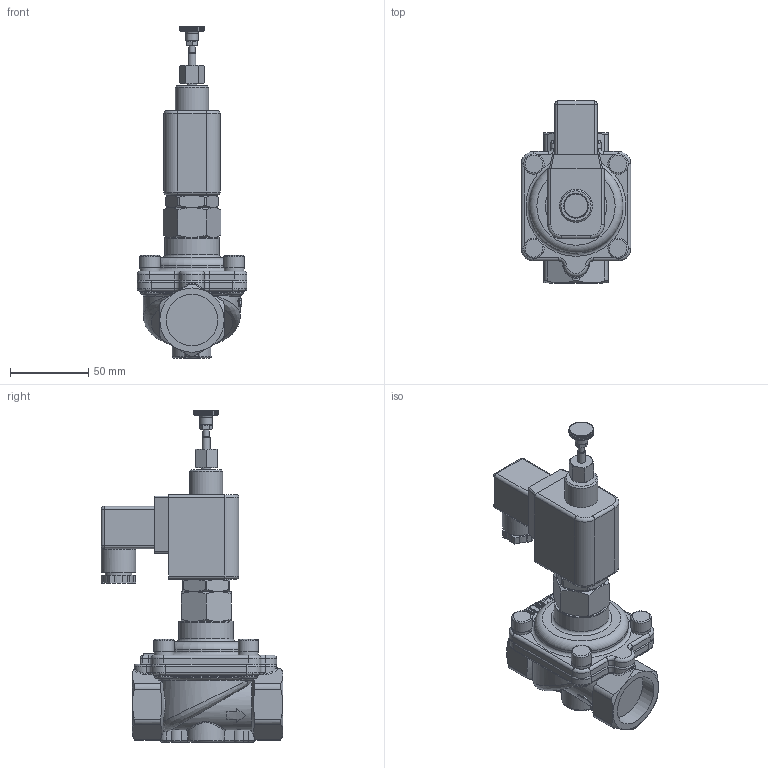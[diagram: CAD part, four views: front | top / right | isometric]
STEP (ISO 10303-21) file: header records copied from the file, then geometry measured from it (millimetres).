
FILE_DESCRIPTION(/* description */ ('3D-Modell'),/* implementation_level */ '2;1');
FILE_NAME(/* name */ '043.005454 E4325-0802-692-HN.stp',/* time_stamp */ '2023-03-13T08:23:42+01:00',/* author */ ('EToews'),/* organization */ (''),/* preprocessor_version */ 'ST-DEVELOPER v16.1',/* originating_system */ 'Autodesk Inventor 2016',/* authorisation */ '');
FILE_SCHEMA (('AUTOMOTIVE_DESIGN { 1 0 10303 214 3 1 1 }'));
Length unit declared in the file: millimetre
Products named in the file (1): 88-005870
Bounding box: 70 x 116 x 212 mm (x, y, z)
Volume: 396236.6 mm3; surface area: 55860.3 mm2
Topology: 1 solids, 1 shells, 815 faces, 2175 edges, 1391 vertices
Faces by surface type: plane 362, cylinder 160, cone 150, torus 73, bspline 66, sphere 4
Full cylindrical faces by diameter (mm): 4 x1, 5 x1, 6.35 x1, 8 x9, 13 x4, 17 x1, 21.2 x1, 22 x1, 33 x2, 35 x1, 60 x1
Entity records: 27711 total; most frequent: CARTESIAN_POINT 8028, ORIENTED_EDGE 4194, DIRECTION 3631, EDGE_CURVE 2097, VERTEX_POINT 1371, AXIS2_PLACEMENT_3D 1355, LINE 921, VECTOR 921
